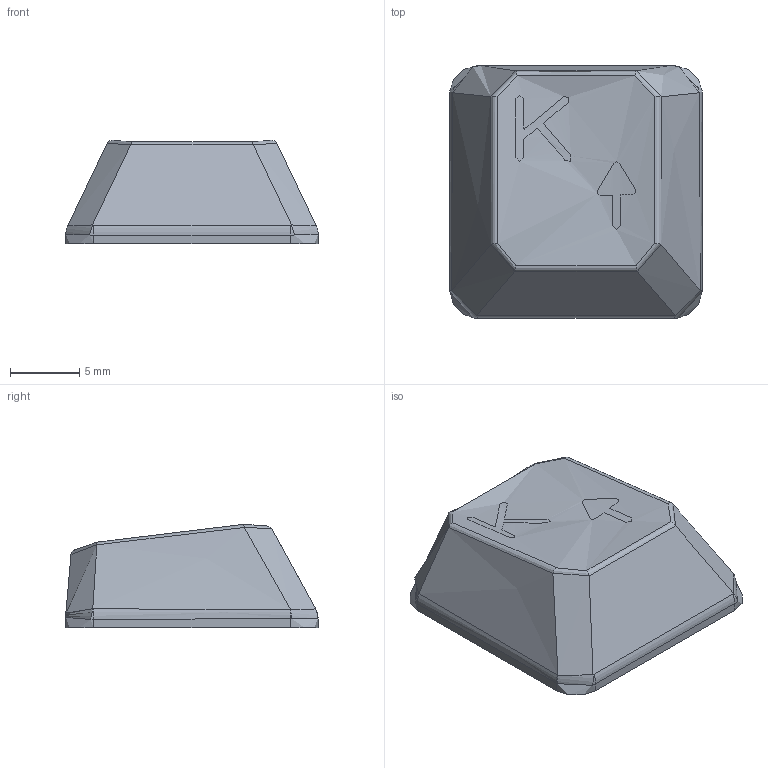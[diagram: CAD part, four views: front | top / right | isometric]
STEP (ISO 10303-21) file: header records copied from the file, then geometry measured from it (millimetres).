
FILE_DESCRIPTION(/* description */ (''),/* implementation_level */ '2;1');
FILE_NAME(/* name */ 'Row_3_1u_K_vim.step',/* time_stamp */ '2022-06-27T02:43:14-05:00',/* author */ (''),/* organization */ (''),/* preprocessor_version */ 'ST-DEVELOPER v19',/* originating_system */ 'Autodesk Translation Framework v11.7.0.108',/* authorisation */ '');
FILE_SCHEMA (('AUTOMOTIVE_DESIGN { 1 0 10303 214 3 1 1 }'));
Length unit declared in the file: millimetre
Products named in the file (1): Row_3_1u_K_vim
Bounding box: 18.16 x 18.16 x 7.44 mm (x, y, z)
Volume: 533 mm3; surface area: 1355.2 mm2
Topology: 1 solids, 1 shells, 76 faces, 227 edges, 158 vertices
Faces by surface type: bspline 39, plane 26, cylinder 11
Full cylindrical faces by diameter (mm): 5.5 x1
Entity records: 3923 total; most frequent: CARTESIAN_POINT 2110, ORIENTED_EDGE 454, DIRECTION 230, EDGE_CURVE 227, VERTEX_POINT 158, B_SPLINE_CURVE_WITH_KNOTS 120, AXIS2_PLACEMENT_3D 85, EDGE_LOOP 81
